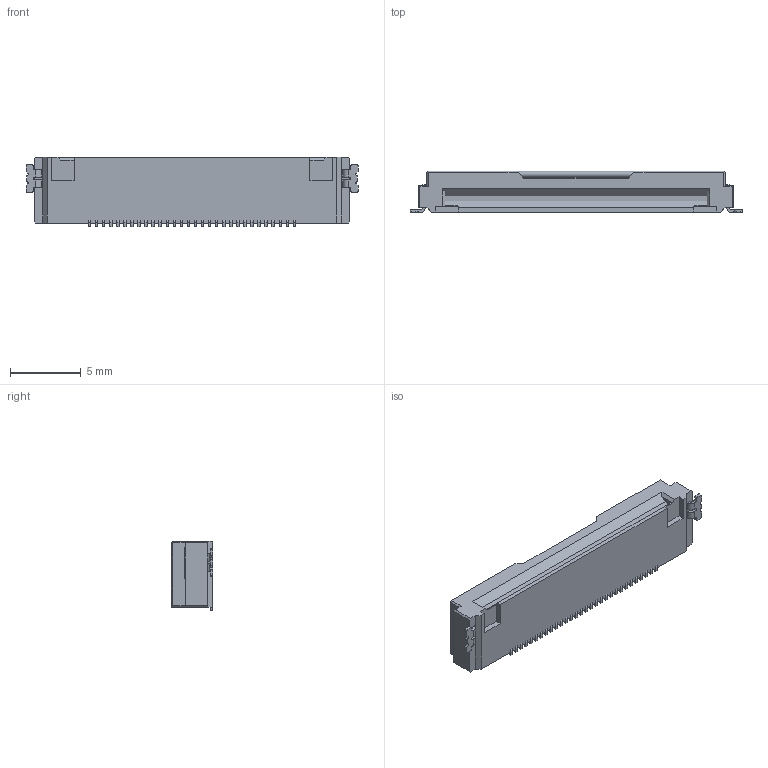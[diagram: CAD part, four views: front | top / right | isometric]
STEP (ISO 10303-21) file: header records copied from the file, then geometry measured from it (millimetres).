
FILE_DESCRIPTION (( 'STEP AP203' ), '1' );
FILE_NAME ('HF513-30-01.STEP', '2018-01-17T05:03:50', ( 'admin' ), ( '' ), 'SwSTEP 2.0', 'SolidWorks 2014', '' );
FILE_SCHEMA (( 'CONFIG_CONTROL_DESIGN' ));
Length unit declared in the file: millimetre
Products named in the file (1): HF513-30-01
Bounding box: 23.5 x 2.95 x 4.9 mm (x, y, z)
Volume: 266.8 mm3; surface area: 438.3 mm2
Topology: 1 solids, 1 shells, 344 faces, 999 edges, 660 vertices
Faces by surface type: plane 276, cylinder 68
Entity records: 11300 total; most frequent: CARTESIAN_POINT 2004, ORIENTED_EDGE 1998, DIRECTION 1825, EDGE_CURVE 999, LINE 863, VECTOR 863, VERTEX_POINT 660, AXIS2_PLACEMENT_3D 481
